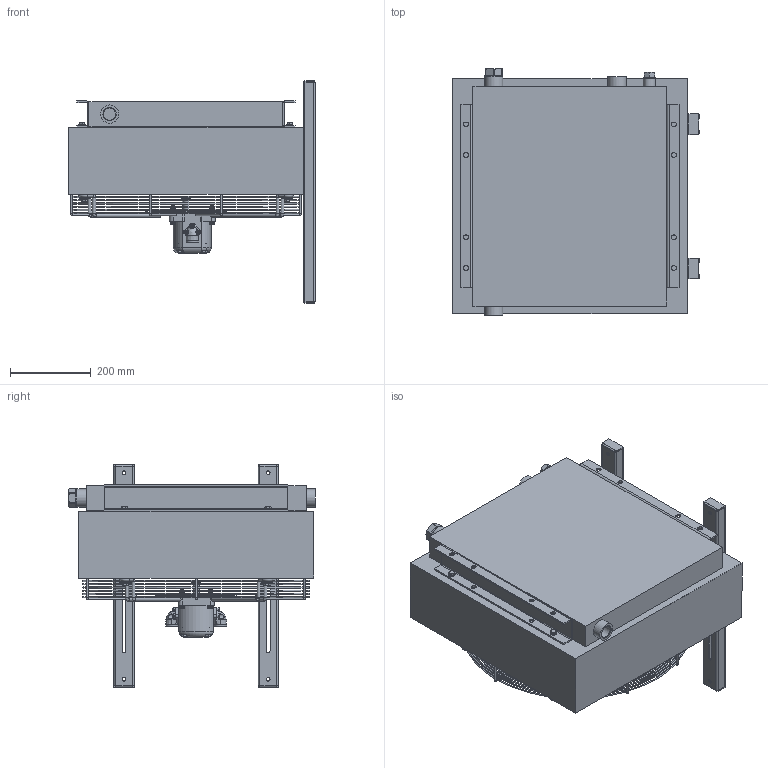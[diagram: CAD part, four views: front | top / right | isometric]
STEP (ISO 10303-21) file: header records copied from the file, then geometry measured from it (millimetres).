
FILE_DESCRIPTION((''),'2;1');
FILE_NAME('LHC2-023-A.stp','2011-02-22T09:58:41',('sfrny'),(''),'Autodesk Inventor 2011','Autodesk Inventor 2011','');
FILE_SCHEMA(('AUTOMOTIVE_DESIGN { 1 0 10303 214 1 1 1 1 }'));
Length unit declared in the file: millimetre
Products named in the file (1): LHC2-023-A
Bounding box: 610 x 609.5 x 550 mm (x, y, z)
Volume: 73780403.5 mm3; surface area: 2765924.8 mm2
Topology: 101 solids, 103 shells, 1258 faces, 2801 edges, 1719 vertices
Faces by surface type: plane 583, cylinder 343, cone 203, torus 93, bspline 36
Full cylindrical faces by diameter (mm): 4.917 x9, 5 x12, 6 x7, 6.5 x6, 7 x1, 8 x48, 8.4 x16, 8.88 x1, 9 x20, 10 x6, 11.445 x1, 11.6 x4, 11.63 x16, 12 x1, 13.5 x6, 15 x1, 16 x16, 16.2 x2, 18.631 x4, 18.82 x2, 19 x1, 20.955 x1, 21 x2, 22 x2, 28 x4, 28.5 x1, 30 x1, 30.291 x4, 30.5 x2, 31 x1
Entity records: 36225 total; most frequent: CARTESIAN_POINT 9409, DIRECTION 5314, ORIENTED_EDGE 4680, EDGE_CURVE 2340, AXIS2_PLACEMENT_3D 2210, EDGE_LOOP 1809, VERTEX_POINT 1631, FACE_OUTER_BOUND 1257
